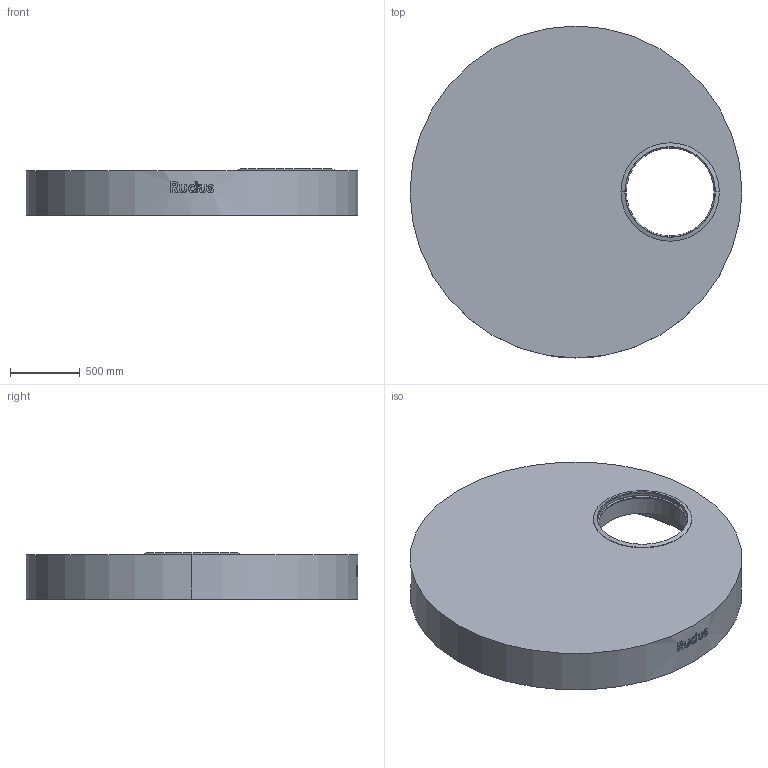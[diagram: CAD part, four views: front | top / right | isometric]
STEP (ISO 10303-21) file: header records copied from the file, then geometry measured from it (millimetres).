
FILE_DESCRIPTION (( 'STEP AP203' ), '1' );
FILE_NAME ('Rudus 2820643-630 EK-teleskooppikansi 2000-630 epäkeskeinen.step', '2020-03-18T21:08:21', ( '' ), ( '' ), 'SwSTEP 2.0', 'SolidWorks 2019', '' );
FILE_SCHEMA (( 'CONFIG_CONTROL_DESIGN' ));
Length unit declared in the file: millimetre
Products named in the file (3): kaivo-osa-teleskooppitiiviste; EK-osa-kansi_Teleskooppi; Rudus 2820643-630 EK-teleskooppikansi 2000-630 epäkeskeinen
Assembly tree (2 placements, depth 2):
  Rudus 2820643-630 EK-teleskooppikansi 2000-630 epäkeskeinen
    EK-osa-kansi_Teleskooppi
    kaivo-osa-teleskooppitiiviste
Bounding box: 2380 x 2380 x 332 mm (x, y, z)
Volume: 826286790.2 mm3; surface area: 12440520.1 mm2
Topology: 2 solids, 2 shells, 122 faces, 300 edges, 196 vertices
Faces by surface type: bspline 62, cylinder 31, plane 19, torus 8, cone 2
Entity records: 20810 total; most frequent: CARTESIAN_POINT 18154, ORIENTED_EDGE 600, EDGE_CURVE 300, DIRECTION 284, B_SPLINE_CURVE_WITH_KNOTS 210, VERTEX_POINT 196, EDGE_LOOP 140, AXIS2_PLACEMENT_3D 129
